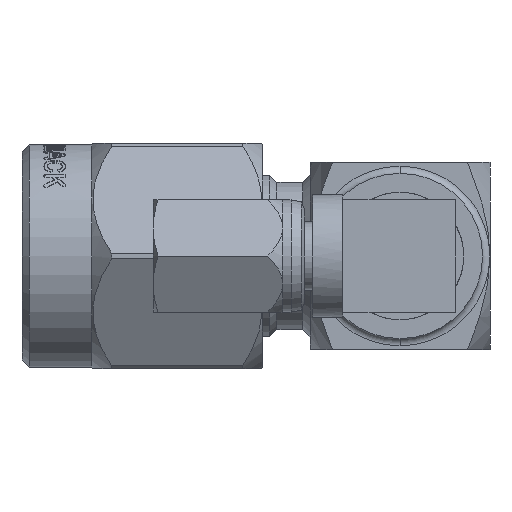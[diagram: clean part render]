
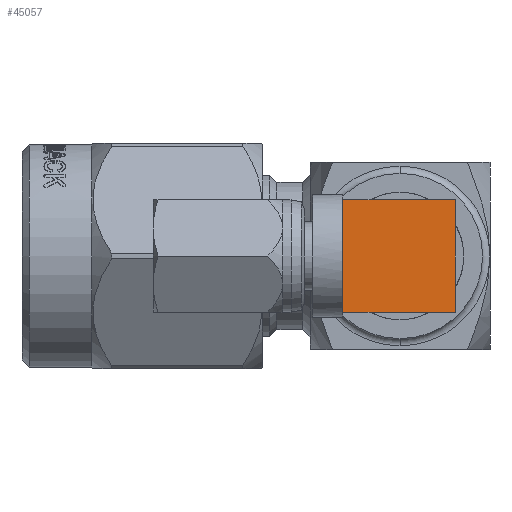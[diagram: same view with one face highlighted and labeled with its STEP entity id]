
A CAD part, left-side view. The second image highlights one B-rep face of the part: STEP entity #45057.
In plain terms, the highlighted face is planar.
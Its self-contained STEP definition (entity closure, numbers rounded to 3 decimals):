
#5620 = ORIENTED_EDGE ( 'NONE', *, *, #6817, .T. ) ;
#6266 = VERTEX_POINT ( 'NONE', #100507 ) ;
#6817 = EDGE_CURVE ( 'NONE', #6266, #103587, #31919, .T. ) ;
#6995 = EDGE_CURVE ( 'NONE', #6266, #39901, #52854, .T. ) ;
#7781 = ORIENTED_EDGE ( 'NONE', *, *, #6995, .F. ) ;
#9110 = EDGE_CURVE ( 'NONE', #141959, #103455, #155847, .T. ) ;
#15963 = LINE ( 'NONE', #77976, #44660 ) ;
#22750 = ORIENTED_EDGE ( 'NONE', *, *, #23244, .F. ) ;
#23244 = EDGE_CURVE ( 'NONE', #39901, #141959, #141109, .T. ) ;
#24125 = VECTOR ( 'NONE', #57971, 1000. ) ;
#26989 = ORIENTED_EDGE ( 'NONE', *, *, #78500, .T. ) ;
#29705 = DIRECTION ( 'NONE',  ( -1., 0., 0. ) ) ;
#31919 = LINE ( 'NONE', #101897, #95086 ) ;
#39901 = VERTEX_POINT ( 'NONE', #93144 ) ;
#44255 = ORIENTED_EDGE ( 'NONE', *, *, #9110, .F. ) ;
#44660 = VECTOR ( 'NONE', #29705, 1000. ) ;
#45057 = ADVANCED_FACE ( 'NONE', ( #143063 ), #130672, .F. ) ;
#48575 = DIRECTION ( 'NONE',  ( -1., 0., 0. ) ) ;
#52834 = DIRECTION ( 'NONE',  ( 0., 0., 1. ) ) ;
#52854 = LINE ( 'NONE', #70846, #24125 ) ;
#54400 = VECTOR ( 'NONE', #48575, 1000. ) ;
#57140 = CARTESIAN_POINT ( 'NONE',  ( 1.981, 1.981, -4.413 ) ) ;
#57971 = DIRECTION ( 'NONE',  ( 0., 0., 1. ) ) ;
#64997 = DIRECTION ( 'NONE',  ( -1., 0., 0. ) ) ;
#69112 = VECTOR ( 'NONE', #52834, 1000. ) ;
#70846 = CARTESIAN_POINT ( 'NONE',  ( 1.981, 1.981, -4.413 ) ) ;
#73256 = CARTESIAN_POINT ( 'NONE',  ( 0.858, 1.981, -4.413 ) ) ;
#75436 = CARTESIAN_POINT ( 'NONE',  ( -1.981, 1.981, -8.375 ) ) ;
#77976 = CARTESIAN_POINT ( 'NONE',  ( 1.981, 1.981, -4.413 ) ) ;
#78416 = DIRECTION ( 'NONE',  ( -1., 0., 0. ) ) ;
#78500 = EDGE_CURVE ( 'NONE', #103587, #90192, #128242, .T. ) ;
#83195 = DIRECTION ( 'NONE',  ( 0., 0., -1. ) ) ;
#90192 = VERTEX_POINT ( 'NONE', #133149 ) ;
#91841 = CARTESIAN_POINT ( 'NONE',  ( -1.981, 1.981, -4.413 ) ) ;
#93144 = CARTESIAN_POINT ( 'NONE',  ( 1.981, 1.981, -4.413 ) ) ;
#95086 = VECTOR ( 'NONE', #78416, 1000. ) ;
#100507 = CARTESIAN_POINT ( 'NONE',  ( 1.981, 1.981, -8.375 ) ) ;
#101897 = CARTESIAN_POINT ( 'NONE',  ( 1.981, 1.981, -8.375 ) ) ;
#103455 = VERTEX_POINT ( 'NONE', #151358 ) ;
#103587 = VERTEX_POINT ( 'NONE', #75436 ) ;
#114897 = ORIENTED_EDGE ( 'NONE', *, *, #157400, .F. ) ;
#128242 = LINE ( 'NONE', #91841, #69112 ) ;
#130672 = PLANE ( 'NONE',  #157444 ) ;
#133149 = CARTESIAN_POINT ( 'NONE',  ( -1.981, 1.981, -4.413 ) ) ;
#137269 = VECTOR ( 'NONE', #64997, 1000. ) ;
#141109 = LINE ( 'NONE', #150525, #137269 ) ;
#141959 = VERTEX_POINT ( 'NONE', #73256 ) ;
#143044 = DIRECTION ( 'NONE',  ( 0., -1., 0. ) ) ;
#143063 = FACE_OUTER_BOUND ( 'NONE', #153729, .T. ) ;
#150525 = CARTESIAN_POINT ( 'NONE',  ( 1.981, 1.981, -4.413 ) ) ;
#151358 = CARTESIAN_POINT ( 'NONE',  ( -0.858, 1.981, -4.413 ) ) ;
#153729 = EDGE_LOOP ( 'NONE', ( #26989, #114897, #44255, #22750, #7781, #5620 ) ) ;
#155847 = LINE ( 'NONE', #57140, #54400 ) ;
#156479 = CARTESIAN_POINT ( 'NONE',  ( 1.981, 1.981, -4.413 ) ) ;
#157400 = EDGE_CURVE ( 'NONE', #103455, #90192, #15963, .T. ) ;
#157444 = AXIS2_PLACEMENT_3D ( 'NONE', #156479, #143044, #83195 ) ;
